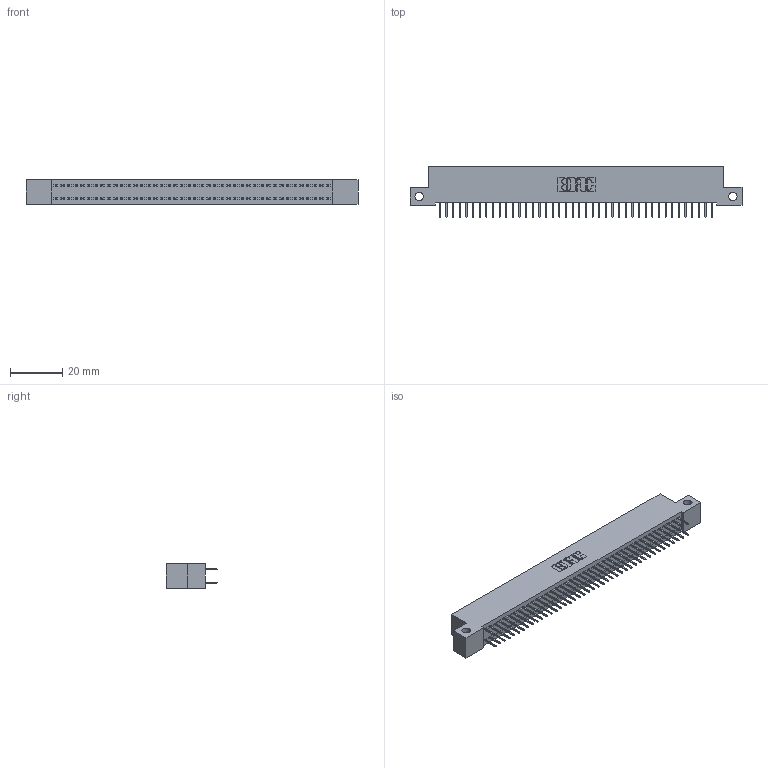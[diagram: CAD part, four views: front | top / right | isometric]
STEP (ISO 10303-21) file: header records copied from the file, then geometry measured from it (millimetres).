
FILE_DESCRIPTION (( 'STEP AP203' ), '1' );
FILE_NAME ('342-084-524-212.STEP', '2018-08-13T17:41:21', ( '' ), ( '' ), 'SwSTEP 2.0', 'SolidWorks 2016', '' );
FILE_SCHEMA (( 'CONFIG_CONTROL_DESIGN' ));
Length unit declared in the file: inch
Products named in the file (3): 345-292-001_345-293-124; 342-084-524-212; 342 Part_Side Mount
Assembly tree (85 placements, depth 2):
  342-084-524-212
    342 Part_Side Mount
    345-292-001_345-293-124  x84
Bounding box: 127 x 19.69 x 9.4 mm (x, y, z)
Volume: 11209.9 mm3; surface area: 17756.5 mm2
Topology: 85 solids, 85 shells, 4814 faces, 13655 edges, 8766 vertices
Faces by surface type: plane 3594, cylinder 1220
Entity records: 26965 total; most frequent: CARTESIAN_POINT 4466, ORIENTED_EDGE 4402, DIRECTION 3817, EDGE_CURVE 2201, LINE 2077, VECTOR 2077, VERTEX_POINT 1462, AXIS2_PLACEMENT_3D 870
